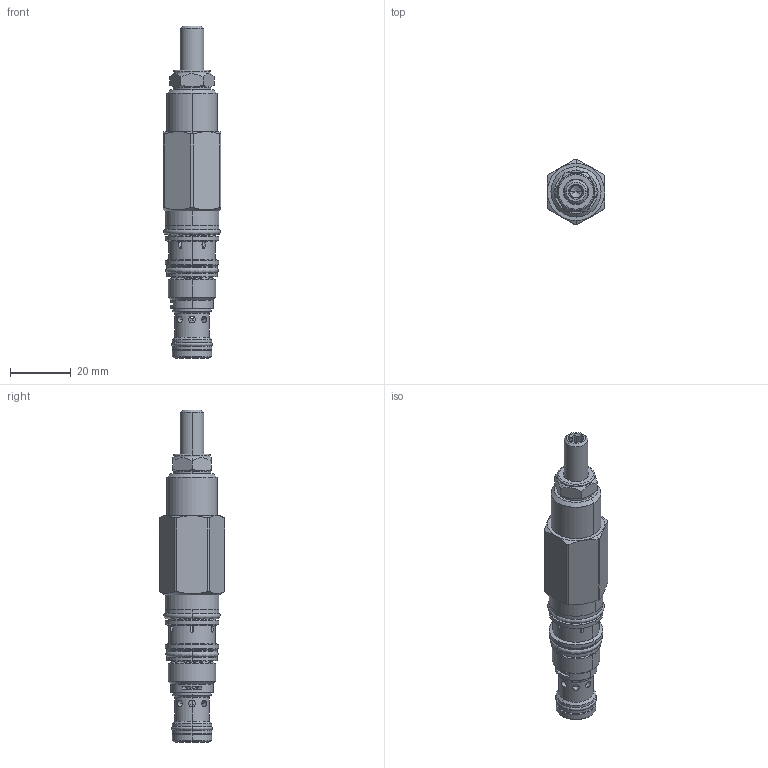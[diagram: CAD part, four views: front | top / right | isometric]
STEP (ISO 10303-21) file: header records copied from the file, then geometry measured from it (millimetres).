
FILE_DESCRIPTION((''),'2;1');
FILE_NAME('PRBR-LAN_PRT','2017-07-11T',('Administrator'),(''),'PRO/ENGINEER BY PARAMETRIC TECHNOLOGY CORPORATION, 2006240','PRO/ENGINEER BY PARAMETRIC TECHNOLOGY CORPORATION, 2006240','');
FILE_SCHEMA(('CONFIG_CONTROL_DESIGN'));
Length unit declared in the file: inch
Products named in the file (1): PRBR-LAN_PRT
Bounding box: 19.05 x 21.54 x 109.75 mm (x, y, z)
Volume: 16013 mm3; surface area: 13296 mm2
Topology: 7 solids, 8 shells, 553 faces, 1380 edges, 863 vertices
Faces by surface type: cylinder 250, plane 107, torus 97, cone 87, revolution 12
Entity records: 20995 total; most frequent: CARTESIAN_POINT 7661, DIRECTION 2852, ORIENTED_EDGE 2744, EDGE_CURVE 1372, AXIS2_PLACEMENT_3D 1227, VERTEX_POINT 863, CIRCLE 686, EDGE_LOOP 663
